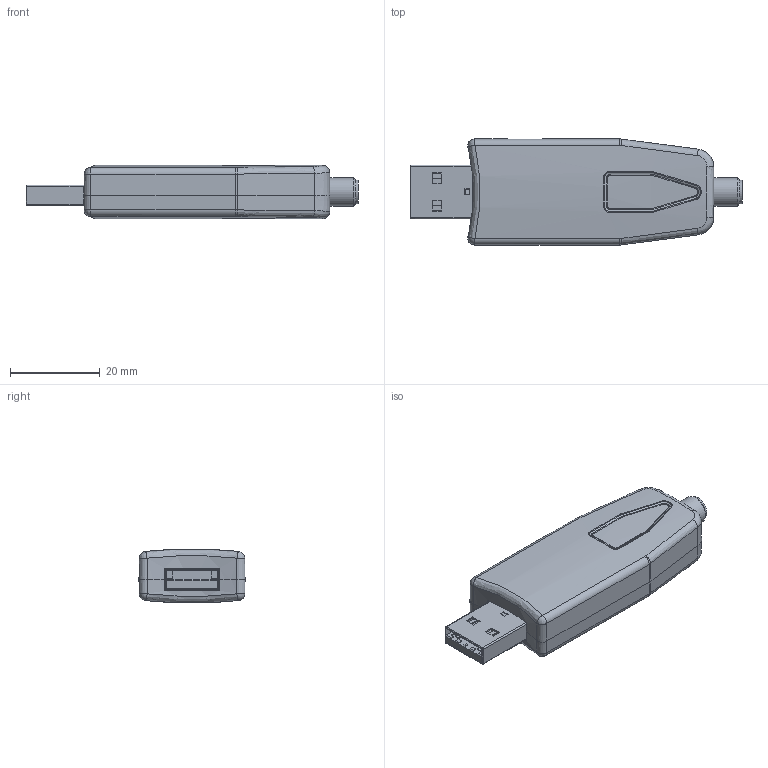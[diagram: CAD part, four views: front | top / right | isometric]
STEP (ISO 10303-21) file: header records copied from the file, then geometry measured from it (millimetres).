
FILE_DESCRIPTION(/* description */ ('Unknown'),/* implementation_level */ '2;1');
FILE_NAME(/* name */ '2607056281001',/* time_stamp */ '2018-08-01T15:20:43+02:00',/* author */ ('Unknown'),/* organization */ ('Unknown'),/* preprocessor_version */ 'ST-DEVELOPER v16.7',/* originating_system */ 'DEX',/* authorisation */ $);
FILE_SCHEMA (('AUTOMOTIVE_DESIGN {1 0 10303 214 3 1 1}'));
Length unit declared in the file: millimetre
Products named in the file (19): 2607056281001; ButtonCover; PCB_antenna; 629004113921; 629004113921_Shielding; 629004113921_Pin2; 629004113921_Pin1; 629004113921_Insulator; AMB8626-M; PCB; asmPad; ShieldingCabinet; AMB004F; AMB004C; solderPin; Switch-Connector; Antenna; TopCover
Assembly tree (42 placements, depth 5):
  2607056281001
    ButtonCover
    PCB_antenna
      PCB_antenna
      629004113921
        629004113921_Shielding
        629004113921_Pin2  x2
        629004113921_Pin1  x2
        629004113921_Insulator
      AMB8626-M
        PCB
        asmPad
        ShieldingCabinet
          AMB004F
          AMB004C
        solderPin  x23
      Switch-Connector
      Antenna
    TopCover
Bounding box: 74 x 23.65 x 12 mm (x, y, z)
Volume: 8219 mm3; surface area: 15694.2 mm2
Topology: 53 solids, 53 shells, 2163 faces, 5526 edges, 3522 vertices
Faces by surface type: plane 1310, cylinder 526, bspline 184, cone 95, torus 44, sphere 4
Full cylindrical faces by diameter (mm): 0.8 x9, 0.9 x4, 1.2 x4, 1.5 x1, 2 x2, 2.5 x1, 4.65 x1, 5.25 x2, 6.35 x1
Entity records: 61099 total; most frequent: CARTESIAN_POINT 15630, ORIENTED_EDGE 9440, DIRECTION 8505, EDGE_CURVE 4720, LINE 3085, VECTOR 3085, VERTEX_POINT 3052, AXIS2_PLACEMENT_3D 2710
